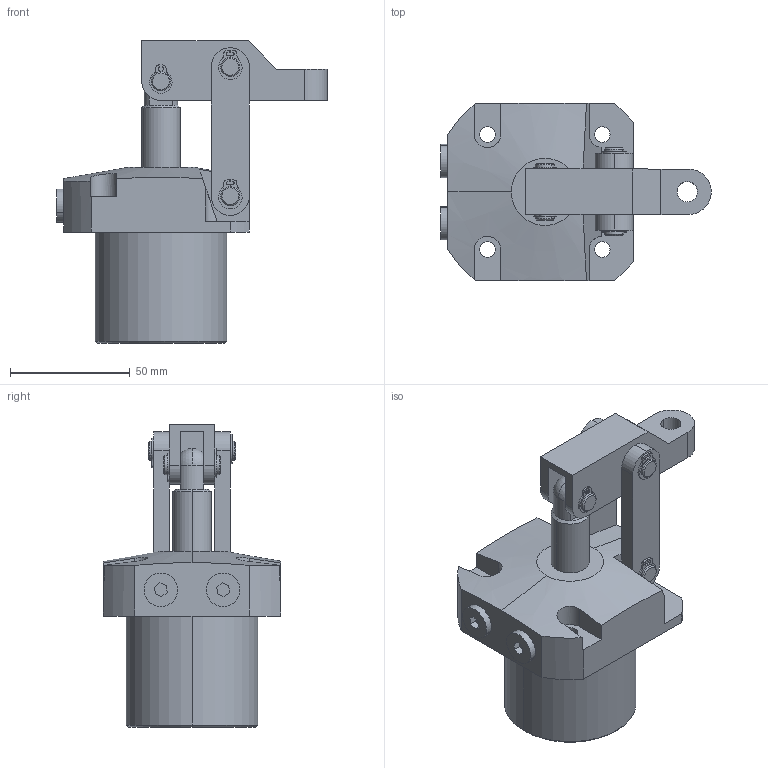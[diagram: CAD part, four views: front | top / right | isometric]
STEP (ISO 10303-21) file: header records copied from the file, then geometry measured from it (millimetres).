
FILE_DESCRIPTION (( 'STEP AP203' ), '1' );
FILE_NAME ('HUKW400A-U-SCG.STEP', '2020-08-24T08:55:25', ( '微软用户' ), ( '微软中国' ), 'SwSTEP 2.0', 'SolidWorks 2012', '' );
FILE_SCHEMA (( 'CONFIG_CONTROL_DESIGN' ));
Length unit declared in the file: millimetre
Products named in the file (10): HUKV-W400傻种; 囀鞠褒; HUKW400A-U-SCG; external circlip_bsi(BS 3673-4 - S008M); HUKV-W400酗种; HUKV-W400揤旋; HUKV-W400蟀裝; circlips for shaft--type a small gb(GB_CONNECTING_PIECE_RING_RRA 8); HUKV-W400活塞杆
Assembly tree (16 placements, depth 2):
  HUKW400A-U-SCG
    HUKW400A-U-SCG
    HUKV-W400活塞杆
    HUKV-W400傻种
    HUKV-W400蟀裝  x2
    HUKV-W400揤旋
    HUKV-W400酗种  x2
    circlips for shaft--type a small gb(GB_CONNECTING_PIECE_RING_RRA 8)  x2
    external circlip_bsi(BS 3673-4 - S008M)  x4
    囀鞠褒  x2
Bounding box: 113 x 74 x 126.5 mm (x, y, z)
Volume: 238754.4 mm3; surface area: 61845.6 mm2
Topology: 16 solids, 16 shells, 437 faces, 1089 edges, 717 vertices
Faces by surface type: cylinder 199, plane 192, cone 22, bspline 16, torus 6, sphere 2
Entity records: 10820 total; most frequent: CARTESIAN_POINT 2512, DIRECTION 1522, ORIENTED_EDGE 1424, EDGE_CURVE 712, AXIS2_PLACEMENT_3D 567, VERTEX_POINT 467, VECTOR 388, LINE 388
